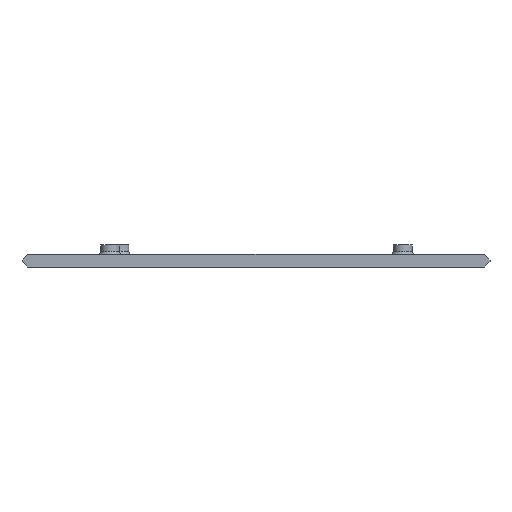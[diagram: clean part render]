
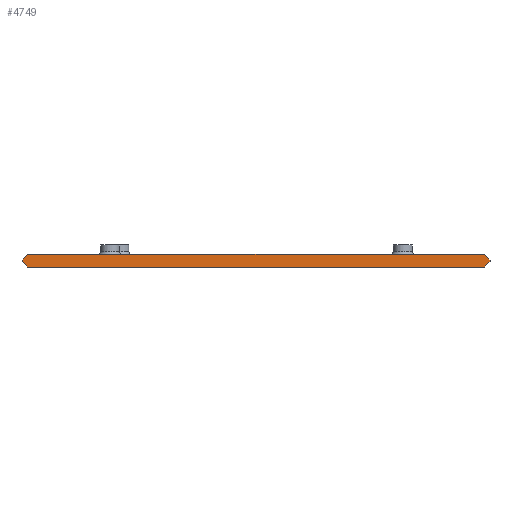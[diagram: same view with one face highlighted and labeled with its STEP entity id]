
A CAD part, front view. The second image highlights one B-rep face of the part: STEP entity #4749.
In plain terms, the highlighted planar face has unit normal (0, -1, 0).
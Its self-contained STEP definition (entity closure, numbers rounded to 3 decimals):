
#115=LINE('',#6176,#736);
#718=LINE('',#7436,#1339);
#721=LINE('',#7441,#1342);
#722=LINE('',#7443,#1343);
#727=LINE('',#7462,#1348);
#728=LINE('',#7464,#1349);
#729=LINE('',#7466,#1350);
#730=LINE('',#7467,#1351);
#736=VECTOR('',#5039,10.);
#1339=VECTOR('',#6116,10.);
#1342=VECTOR('',#6121,10.);
#1343=VECTOR('',#6124,10.);
#1348=VECTOR('',#6147,10.);
#1349=VECTOR('',#6148,10.);
#1350=VECTOR('',#6149,10.);
#1351=VECTOR('',#6150,10.);
#1559=PLANE('',#5020);
#1784=FACE_OUTER_BOUND('',#2054,.T.);
#2054=EDGE_LOOP('',(#4298,#4299,#4300,#4301,#4302,#4303,#4304,#4305));
#2136=VERTEX_POINT('',#6173);
#2137=VERTEX_POINT('',#6175);
#2556=VERTEX_POINT('',#7433);
#2557=VERTEX_POINT('',#7435);
#2558=VERTEX_POINT('',#7439);
#2563=VERTEX_POINT('',#7461);
#2564=VERTEX_POINT('',#7463);
#2565=VERTEX_POINT('',#7465);
#2571=EDGE_CURVE('',#2137,#2136,#115,.T.);
#3199=EDGE_CURVE('',#2557,#2556,#718,.T.);
#3202=EDGE_CURVE('',#2556,#2558,#721,.T.);
#3203=EDGE_CURVE('',#2558,#2137,#722,.T.);
#3212=EDGE_CURVE('',#2136,#2563,#727,.T.);
#3213=EDGE_CURVE('',#2563,#2564,#728,.T.);
#3214=EDGE_CURVE('',#2564,#2565,#729,.T.);
#3215=EDGE_CURVE('',#2565,#2557,#730,.T.);
#4298=ORIENTED_EDGE('',*,*,#2571,.T.);
#4299=ORIENTED_EDGE('',*,*,#3212,.T.);
#4300=ORIENTED_EDGE('',*,*,#3213,.T.);
#4301=ORIENTED_EDGE('',*,*,#3214,.T.);
#4302=ORIENTED_EDGE('',*,*,#3215,.T.);
#4303=ORIENTED_EDGE('',*,*,#3199,.T.);
#4304=ORIENTED_EDGE('',*,*,#3202,.T.);
#4305=ORIENTED_EDGE('',*,*,#3203,.T.);
#4749=ADVANCED_FACE('',(#1784),#1559,.T.);
#5020=AXIS2_PLACEMENT_3D('',#7460,#6145,#6146);
#5039=DIRECTION('',(-1.,0.,0.));
#6116=DIRECTION('',(0.707,0.,0.707));
#6121=DIRECTION('',(0.,0.,1.));
#6124=DIRECTION('',(-0.707,0.,0.707));
#6145=DIRECTION('center_axis',(0.,-1.,0.));
#6146=DIRECTION('ref_axis',(0.,0.,-1.));
#6147=DIRECTION('',(-0.707,0.,-0.707));
#6148=DIRECTION('',(0.,0.,-1.));
#6149=DIRECTION('',(0.707,0.,-0.707));
#6150=DIRECTION('',(1.,0.,0.));
#6173=CARTESIAN_POINT('',(-72.5,-15.,2.));
#6175=CARTESIAN_POINT('',(72.5,-15.,2.));
#6176=CARTESIAN_POINT('',(-72.5,-15.,2.));
#7433=CARTESIAN_POINT('',(74.3,-15.,-0.2));
#7435=CARTESIAN_POINT('',(72.5,-15.,-2.));
#7436=CARTESIAN_POINT('',(74.3,-15.,-0.2));
#7439=CARTESIAN_POINT('',(74.3,-15.,0.2));
#7441=CARTESIAN_POINT('',(74.3,-15.,0.2));
#7443=CARTESIAN_POINT('',(72.5,-15.,2.));
#7460=CARTESIAN_POINT('Origin',(0.,-15.,0.));
#7461=CARTESIAN_POINT('',(-74.3,-15.,0.2));
#7462=CARTESIAN_POINT('',(-72.5,-15.,2.));
#7463=CARTESIAN_POINT('',(-74.3,-15.,-0.2));
#7464=CARTESIAN_POINT('',(-74.3,-15.,0.));
#7465=CARTESIAN_POINT('',(-72.5,-15.,-2.));
#7466=CARTESIAN_POINT('',(-74.3,-15.,-0.2));
#7467=CARTESIAN_POINT('',(72.5,-15.,-2.));
